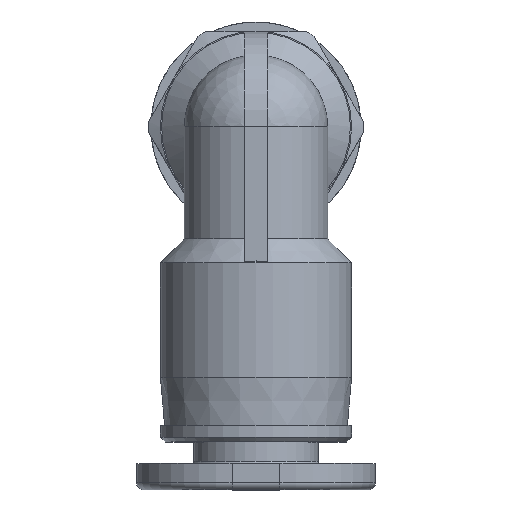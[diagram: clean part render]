
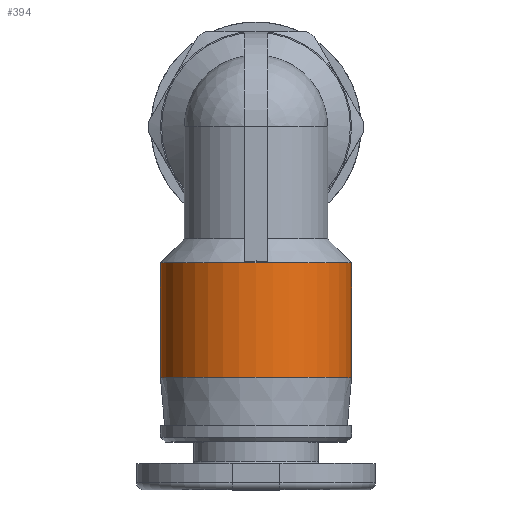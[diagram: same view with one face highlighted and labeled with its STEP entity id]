
A CAD part, top view. The second image highlights one B-rep face of the part: STEP entity #394.
In plain terms, the highlighted cylindrical face has radius 4 mm (diameter 8 mm), a partial arc.
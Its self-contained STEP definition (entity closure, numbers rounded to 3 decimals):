
#141=CARTESIAN_POINT('',(-4.0,-0.3,6.05));
#142=VERTEX_POINT('',#141);
#151=CARTESIAN_POINT('',(4.0,-0.3,6.05));
#152=VERTEX_POINT('',#151);
#153=CARTESIAN_POINT('',(0.0,-0.3,6.05));
#154=DIRECTION('',(0.0,-1.0,0.0));
#155=DIRECTION('',(1.0,0.0,0.0));
#156=AXIS2_PLACEMENT_3D('',#153,#154,#155);
#157=CIRCLE('',#156,4.0);
#158=EDGE_CURVE('',#152,#142,#157,.T.);
#363=CARTESIAN_POINT('',(0.0,-7.1,6.05));
#364=DIRECTION('',(0.0,1.0,0.0));
#365=DIRECTION('',(1.0,0.0,0.0));
#366=AXIS2_PLACEMENT_3D('',#363,#364,#365);
#367=CYLINDRICAL_SURFACE('',#366,4.0);
#368=CARTESIAN_POINT('',(4.0,-5.1,6.05));
#369=VERTEX_POINT('',#368);
#370=CARTESIAN_POINT('',(4.0,-0.3,6.05));
#371=DIRECTION('',(0.0,-1.0,0.0));
#372=VECTOR('',#371,4.8);
#373=LINE('',#370,#372);
#374=EDGE_CURVE('',#152,#369,#373,.T.);
#375=ORIENTED_EDGE('',*,*,#374,.F.);
#376=ORIENTED_EDGE('',*,*,#158,.T.);
#377=CARTESIAN_POINT('',(-4.0,-5.1,6.05));
#378=VERTEX_POINT('',#377);
#379=CARTESIAN_POINT('',(-4.0,-0.3,6.05));
#380=DIRECTION('',(0.0,-1.0,0.0));
#381=VECTOR('',#380,4.8);
#382=LINE('',#379,#381);
#383=EDGE_CURVE('',#142,#378,#382,.T.);
#384=ORIENTED_EDGE('',*,*,#383,.T.);
#385=CARTESIAN_POINT('',(0.0,-5.1,6.05));
#386=DIRECTION('',(0.0,-1.0,0.0));
#387=DIRECTION('',(-1.0,0.0,0.0));
#388=AXIS2_PLACEMENT_3D('',#385,#386,#387);
#389=CIRCLE('',#388,4.0);
#390=EDGE_CURVE('',#369,#378,#389,.T.);
#391=ORIENTED_EDGE('',*,*,#390,.F.);
#392=EDGE_LOOP('',(#375,#376,#384,#391));
#393=FACE_OUTER_BOUND('',#392,.T.);
#394=ADVANCED_FACE('',(#393),#367,.T.);
